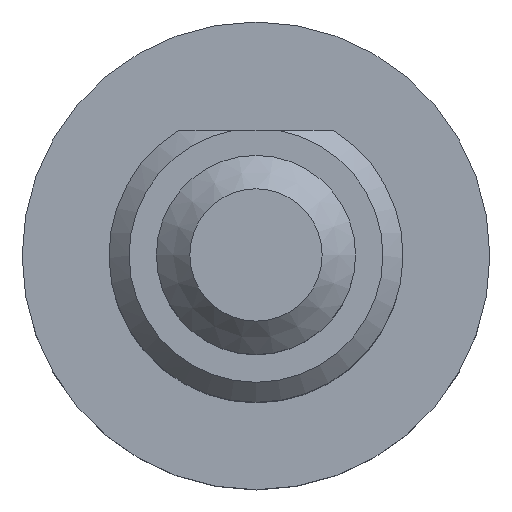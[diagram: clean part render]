
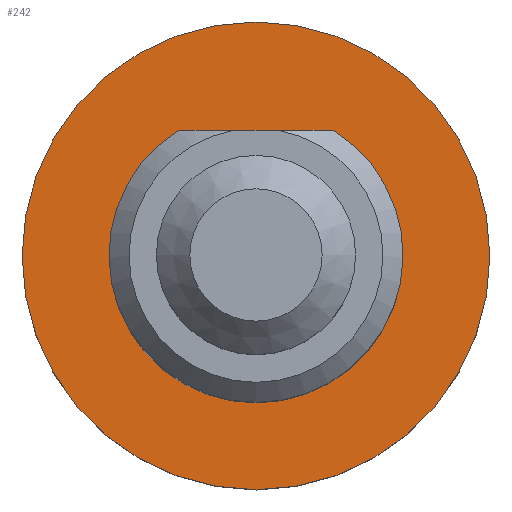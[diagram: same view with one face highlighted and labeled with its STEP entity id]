
A CAD part, top view. The second image highlights one B-rep face of the part: STEP entity #242.
In plain terms, the highlighted planar face has unit normal (0, 0, 1).
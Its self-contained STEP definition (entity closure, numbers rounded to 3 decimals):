
#17=FACE_BOUND('',#89,.T.);
#23=PLANE('',#285);
#35=LINE('',#436,#48);
#48=VECTOR('',#353,10.);
#69=FACE_OUTER_BOUND('',#88,.T.);
#88=EDGE_LOOP('',(#201));
#89=EDGE_LOOP('',(#202,#203));
#108=CIRCLE('',#286,3.5);
#109=CIRCLE('',#287,2.2);
#131=VERTEX_POINT('',#432);
#132=VERTEX_POINT('',#434);
#133=VERTEX_POINT('',#435);
#158=EDGE_CURVE('',#131,#131,#108,.T.);
#159=EDGE_CURVE('',#132,#133,#35,.T.);
#160=EDGE_CURVE('',#133,#132,#109,.T.);
#201=ORIENTED_EDGE('',*,*,#158,.T.);
#202=ORIENTED_EDGE('',*,*,#159,.F.);
#203=ORIENTED_EDGE('',*,*,#160,.F.);
#242=ADVANCED_FACE('',(#69,#17),#23,.T.);
#285=AXIS2_PLACEMENT_3D('',#431,#349,#350);
#286=AXIS2_PLACEMENT_3D('',#433,#351,#352);
#287=AXIS2_PLACEMENT_3D('',#437,#354,#355);
#349=DIRECTION('center_axis',(0.,0.,1.));
#350=DIRECTION('ref_axis',(1.,0.,0.));
#351=DIRECTION('center_axis',(0.,0.,1.));
#352=DIRECTION('ref_axis',(1.,0.,0.));
#353=DIRECTION('',(-1.,0.,0.));
#354=DIRECTION('center_axis',(0.,0.,1.));
#355=DIRECTION('ref_axis',(1.,0.,0.));
#431=CARTESIAN_POINT('Origin',(0.,0.,1.));
#432=CARTESIAN_POINT('',(-3.5,0.,1.));
#433=CARTESIAN_POINT('Origin',(0.,0.,1.));
#434=CARTESIAN_POINT('',(1.159,1.87,1.));
#435=CARTESIAN_POINT('',(-1.159,1.87,1.));
#436=CARTESIAN_POINT('',(0.579,1.87,1.));
#437=CARTESIAN_POINT('Origin',(0.,0.,1.));
